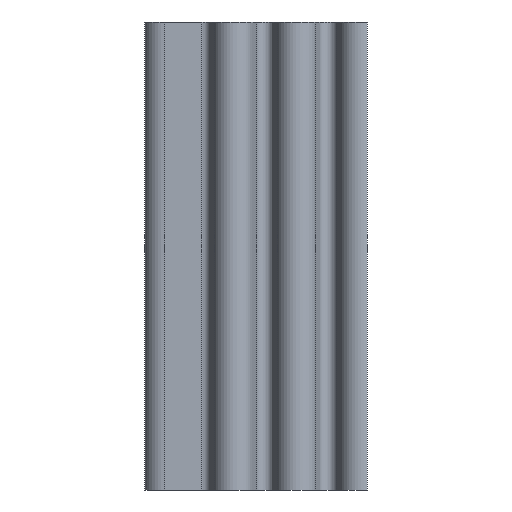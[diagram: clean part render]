
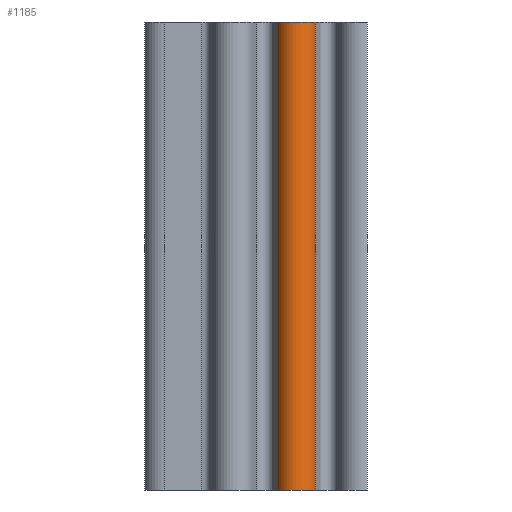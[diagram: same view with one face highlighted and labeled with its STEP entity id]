
A CAD part, left-side view. The second image highlights one B-rep face of the part: STEP entity #1185.
In plain terms, the highlighted cylindrical face has radius 2.7 mm (diameter 5.4 mm), a partial arc.
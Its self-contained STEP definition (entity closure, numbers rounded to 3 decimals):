
#71=FACE_OUTER_BOUND('',#133,.T.);
#133=EDGE_LOOP('',(#867,#868,#869,#870));
#219=LINE('',#1878,#339);
#220=LINE('',#1884,#340);
#339=VECTOR('',#1511,10.);
#340=VECTOR('',#1518,10.);
#435=CIRCLE('',#1292,2.7);
#436=CIRCLE('',#1293,2.7);
#519=VERTEX_POINT('',#1874);
#520=VERTEX_POINT('',#1876);
#521=VERTEX_POINT('',#1880);
#522=VERTEX_POINT('',#1882);
#663=EDGE_CURVE('',#519,#520,#219,.T.);
#664=EDGE_CURVE('',#521,#519,#435,.T.);
#665=EDGE_CURVE('',#522,#520,#436,.T.);
#666=EDGE_CURVE('',#521,#522,#220,.T.);
#867=ORIENTED_EDGE('',*,*,#664,.T.);
#868=ORIENTED_EDGE('',*,*,#663,.T.);
#869=ORIENTED_EDGE('',*,*,#665,.F.);
#870=ORIENTED_EDGE('',*,*,#666,.F.);
#1143=CYLINDRICAL_SURFACE('',#1291,2.7);
#1185=ADVANCED_FACE('',(#71),#1143,.T.);
#1291=AXIS2_PLACEMENT_3D('',#1879,#1512,#1513);
#1292=AXIS2_PLACEMENT_3D('',#1881,#1514,#1515);
#1293=AXIS2_PLACEMENT_3D('',#1883,#1516,#1517);
#1511=DIRECTION('',(0.,0.,1.));
#1512=DIRECTION('center_axis',(0.,0.,1.));
#1513=DIRECTION('ref_axis',(-0.376,0.927,0.));
#1514=DIRECTION('center_axis',(0.,0.,1.));
#1515=DIRECTION('ref_axis',(-0.376,0.927,0.));
#1516=DIRECTION('center_axis',(0.,0.,1.));
#1517=DIRECTION('ref_axis',(-0.376,0.927,0.));
#1518=DIRECTION('',(0.,0.,1.));
#1874=CARTESIAN_POINT('',(-14.655,104.729,0.));
#1876=CARTESIAN_POINT('',(-14.655,104.729,63.));
#1878=CARTESIAN_POINT('',(-14.655,104.729,0.));
#1879=CARTESIAN_POINT('Origin',(-13.639,107.231,0.));
#1880=CARTESIAN_POINT('',(-14.655,109.732,0.));
#1881=CARTESIAN_POINT('Origin',(-13.639,107.231,0.));
#1882=CARTESIAN_POINT('',(-14.655,109.732,63.));
#1883=CARTESIAN_POINT('Origin',(-13.639,107.231,63.));
#1884=CARTESIAN_POINT('',(-14.655,109.732,0.));
